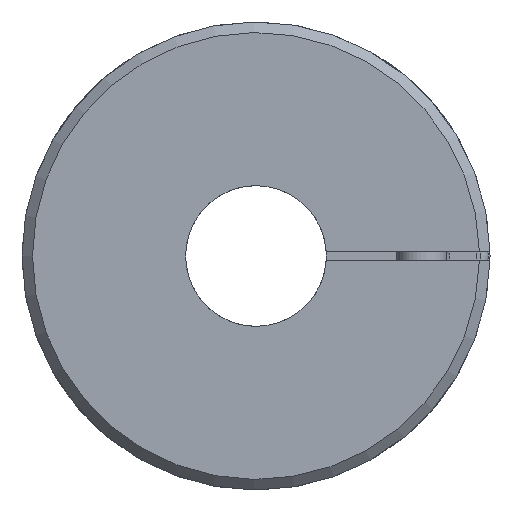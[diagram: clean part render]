
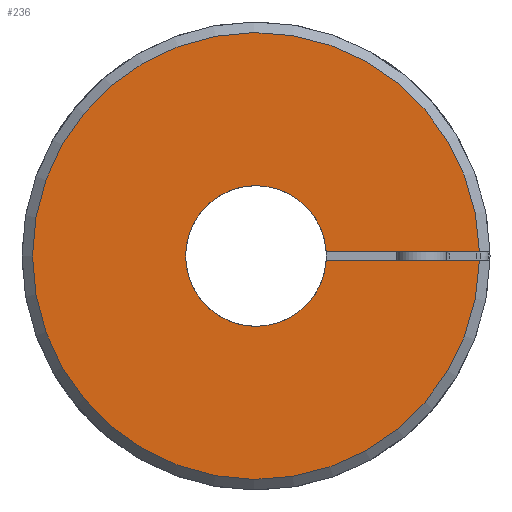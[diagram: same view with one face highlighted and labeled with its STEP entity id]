
A CAD part, left-side view. The second image highlights one B-rep face of the part: STEP entity #236.
In plain terms, the highlighted planar face has unit normal (-1, 0, 0).
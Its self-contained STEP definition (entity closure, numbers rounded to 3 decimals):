
#236 = ADVANCED_FACE( '', ( #579 ), #580, .F. );
#579 = FACE_OUTER_BOUND( '', #1040, .T. );
#580 = PLANE( '', #1041 );
#1040 = EDGE_LOOP( '', ( #1654, #1655, #1656, #1657 ) );
#1041 = AXIS2_PLACEMENT_3D( '', #1658, #1659, #1660 );
#1654 = ORIENTED_EDGE( '', *, *, #2196, .T. );
#1655 = ORIENTED_EDGE( '', *, *, #2359, .T. );
#1656 = ORIENTED_EDGE( '', *, *, #2360, .T. );
#1657 = ORIENTED_EDGE( '', *, *, #2361, .T. );
#1658 = CARTESIAN_POINT( '', ( -71.5, 0., 0. ) );
#1659 = DIRECTION( '', ( 1., 0., 0. ) );
#1660 = DIRECTION( '', ( 0., 0., 1. ) );
#2196 = EDGE_CURVE( '', #2514, #2512, #2515, .T. );
#2359 = EDGE_CURVE( '', #2512, #2780, #2781, .T. );
#2360 = EDGE_CURVE( '', #2780, #2782, #2783, .T. );
#2361 = EDGE_CURVE( '', #2782, #2514, #2784, .T. );
#2512 = VERTEX_POINT( '', #2975 );
#2514 = VERTEX_POINT( '', #2978 );
#2515 = LINE( '', #2979, #2980 );
#2780 = VERTEX_POINT( '', #4641 );
#2781 = CIRCLE( '', #4642, 63.5 );
#2782 = VERTEX_POINT( '', #4643 );
#2783 = LINE( '', #4644, #4645 );
#2784 = CIRCLE( '', #4646, 20. );
#2975 = CARTESIAN_POINT( '', ( -71.5, -63.489, 1.2 ) );
#2978 = CARTESIAN_POINT( '', ( -71.5, -19.964, 1.2 ) );
#2979 = CARTESIAN_POINT( '', ( -71.5, -27.974, 1.2 ) );
#2980 = VECTOR( '', #5173, 1000. );
#4641 = CARTESIAN_POINT( '', ( -71.5, -63.489, -1.2 ) );
#4642 = AXIS2_PLACEMENT_3D( '', #5397, #5398, #5399 );
#4643 = CARTESIAN_POINT( '', ( -71.5, -19.964, -1.2 ) );
#4644 = CARTESIAN_POINT( '', ( -71.5, -27.974, -1.2 ) );
#4645 = VECTOR( '', #5400, 1000. );
#4646 = AXIS2_PLACEMENT_3D( '', #5401, #5402, #5403 );
#5173 = DIRECTION( '', ( 0., -1., 0. ) );
#5397 = CARTESIAN_POINT( '', ( -71.5, 0., 0. ) );
#5398 = DIRECTION( '', ( -1., 0., 0. ) );
#5399 = DIRECTION( '', ( 0., 1., 0. ) );
#5400 = DIRECTION( '', ( 0., 1., 0. ) );
#5401 = CARTESIAN_POINT( '', ( -71.5, 0., 0. ) );
#5402 = DIRECTION( '', ( 1., 0., 0. ) );
#5403 = DIRECTION( '', ( 0., -1., 0. ) );
